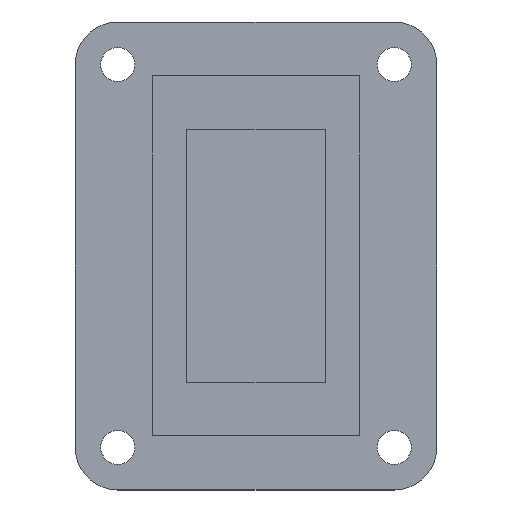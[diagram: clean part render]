
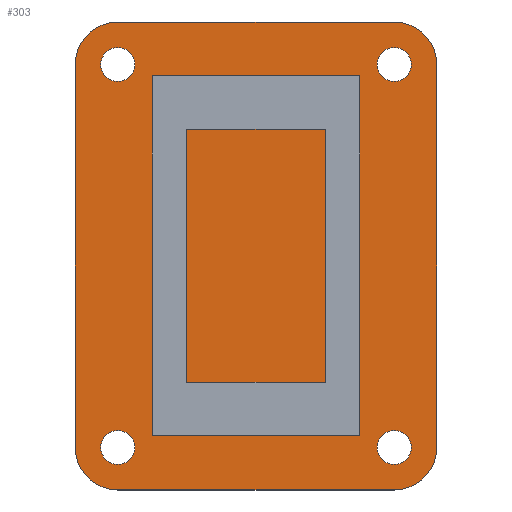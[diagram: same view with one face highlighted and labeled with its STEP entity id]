
A CAD part, top view. The second image highlights one B-rep face of the part: STEP entity #303.
In plain terms, the highlighted planar face has unit normal (0, 0, 1).
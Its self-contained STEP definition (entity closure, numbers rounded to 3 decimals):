
#42=CARTESIAN_POINT('Vertex',(-14.6,-18.,2.3)) ;
#56=CARTESIAN_POINT('Vertex',(-11.4,-18.,2.3)) ;
#59=CARTESIAN_POINT('Axis2P3D Location',(-13.,-18.,2.3)) ;
#71=CARTESIAN_POINT('Axis2P3D Location',(0.,0.,2.3)) ;
#76=CARTESIAN_POINT('Line Origine',(-17.,0.,2.3)) ;
#80=CARTESIAN_POINT('Vertex',(-17.,18.,2.3)) ;
#82=CARTESIAN_POINT('Vertex',(-17.,-18.,2.3)) ;
#85=CARTESIAN_POINT('Axis2P3D Location',(-13.,-18.,2.3)) ;
#89=CARTESIAN_POINT('Vertex',(-13.,-22.,2.3)) ;
#92=CARTESIAN_POINT('Line Origine',(0.,-22.,2.3)) ;
#96=CARTESIAN_POINT('Vertex',(13.,-22.,2.3)) ;
#99=CARTESIAN_POINT('Axis2P3D Location',(13.,-18.,2.3)) ;
#103=CARTESIAN_POINT('Vertex',(17.,-18.,2.3)) ;
#106=CARTESIAN_POINT('Line Origine',(17.,0.,2.3)) ;
#110=CARTESIAN_POINT('Vertex',(17.,18.,2.3)) ;
#113=CARTESIAN_POINT('Axis2P3D Location',(13.,18.,2.3)) ;
#117=CARTESIAN_POINT('Vertex',(13.,22.,2.3)) ;
#120=CARTESIAN_POINT('Line Origine',(0.,22.,2.3)) ;
#124=CARTESIAN_POINT('Vertex',(-13.,22.,2.3)) ;
#127=CARTESIAN_POINT('Axis2P3D Location',(-13.,18.,2.3)) ;
#142=CARTESIAN_POINT('Axis2P3D Location',(-13.,-18.,2.3)) ;
#151=CARTESIAN_POINT('Line Origine',(5.,-14.4,2.3)) ;
#155=CARTESIAN_POINT('Vertex',(5.,-16.9,2.3)) ;
#157=CARTESIAN_POINT('Vertex',(5.,-11.9,2.3)) ;
#160=CARTESIAN_POINT('Line Origine',(5.75,-11.9,2.3)) ;
#164=CARTESIAN_POINT('Vertex',(6.5,-11.9,2.3)) ;
#167=CARTESIAN_POINT('Line Origine',(6.5,0.,2.3)) ;
#171=CARTESIAN_POINT('Vertex',(6.5,11.9,2.3)) ;
#174=CARTESIAN_POINT('Line Origine',(0.,11.9,2.3)) ;
#178=CARTESIAN_POINT('Vertex',(-6.5,11.9,2.3)) ;
#181=CARTESIAN_POINT('Line Origine',(-6.5,0.,2.3)) ;
#185=CARTESIAN_POINT('Vertex',(-6.5,-11.9,2.3)) ;
#188=CARTESIAN_POINT('Line Origine',(-5.75,-11.9,2.3)) ;
#192=CARTESIAN_POINT('Vertex',(-5.,-11.9,2.3)) ;
#195=CARTESIAN_POINT('Line Origine',(-5.,-14.4,2.3)) ;
#199=CARTESIAN_POINT('Vertex',(-5.,-16.9,2.3)) ;
#202=CARTESIAN_POINT('Line Origine',(-7.375,-16.9,2.3)) ;
#206=CARTESIAN_POINT('Vertex',(-9.75,-16.9,2.3)) ;
#209=CARTESIAN_POINT('Line Origine',(-9.75,0.,2.3)) ;
#213=CARTESIAN_POINT('Vertex',(-9.75,16.9,2.3)) ;
#216=CARTESIAN_POINT('Line Origine',(0.,16.9,2.3)) ;
#220=CARTESIAN_POINT('Vertex',(9.75,16.9,2.3)) ;
#223=CARTESIAN_POINT('Line Origine',(9.75,0.,2.3)) ;
#227=CARTESIAN_POINT('Vertex',(9.75,-16.9,2.3)) ;
#230=CARTESIAN_POINT('Line Origine',(7.375,-16.9,2.3)) ;
#249=CARTESIAN_POINT('Axis2P3D Location',(-13.,18.,2.3)) ;
#253=CARTESIAN_POINT('Vertex',(-11.4,18.,2.3)) ;
#255=CARTESIAN_POINT('Vertex',(-14.6,18.,2.3)) ;
#258=CARTESIAN_POINT('Axis2P3D Location',(-13.,18.,2.3)) ;
#267=CARTESIAN_POINT('Axis2P3D Location',(13.,-18.,2.3)) ;
#271=CARTESIAN_POINT('Vertex',(14.6,-18.,2.3)) ;
#273=CARTESIAN_POINT('Vertex',(11.4,-18.,2.3)) ;
#276=CARTESIAN_POINT('Axis2P3D Location',(13.,-18.,2.3)) ;
#285=CARTESIAN_POINT('Axis2P3D Location',(13.,18.,2.3)) ;
#289=CARTESIAN_POINT('Vertex',(14.6,18.,2.3)) ;
#291=CARTESIAN_POINT('Vertex',(11.4,18.,2.3)) ;
#294=CARTESIAN_POINT('Axis2P3D Location',(13.,18.,2.3)) ;
#78=VECTOR('Line Direction',#77,1.) ;
#94=VECTOR('Line Direction',#93,1.) ;
#108=VECTOR('Line Direction',#107,1.) ;
#122=VECTOR('Line Direction',#121,1.) ;
#153=VECTOR('Line Direction',#152,1.) ;
#162=VECTOR('Line Direction',#161,1.) ;
#169=VECTOR('Line Direction',#168,1.) ;
#176=VECTOR('Line Direction',#175,1.) ;
#183=VECTOR('Line Direction',#182,1.) ;
#190=VECTOR('Line Direction',#189,1.) ;
#197=VECTOR('Line Direction',#196,1.) ;
#204=VECTOR('Line Direction',#203,1.) ;
#211=VECTOR('Line Direction',#210,1.) ;
#218=VECTOR('Line Direction',#217,1.) ;
#225=VECTOR('Line Direction',#224,1.) ;
#232=VECTOR('Line Direction',#231,1.) ;
#60=DIRECTION('Axis2P3D Direction',(0.,-0.,-1.)) ;
#72=DIRECTION('Axis2P3D Direction',(0.,0.,1.)) ;
#73=DIRECTION('Axis2P3D XDirection',(1.,0.,0.)) ;
#77=DIRECTION('Vector Direction',(0.,1.,0.)) ;
#86=DIRECTION('Axis2P3D Direction',(0.,0.,1.)) ;
#93=DIRECTION('Vector Direction',(-1.,0.,0.)) ;
#100=DIRECTION('Axis2P3D Direction',(0.,0.,1.)) ;
#107=DIRECTION('Vector Direction',(0.,-1.,0.)) ;
#114=DIRECTION('Axis2P3D Direction',(0.,0.,1.)) ;
#121=DIRECTION('Vector Direction',(1.,0.,0.)) ;
#128=DIRECTION('Axis2P3D Direction',(0.,0.,1.)) ;
#143=DIRECTION('Axis2P3D Direction',(0.,0.,1.)) ;
#152=DIRECTION('Vector Direction',(0.,1.,0.)) ;
#161=DIRECTION('Vector Direction',(-1.,0.,0.)) ;
#168=DIRECTION('Vector Direction',(0.,-1.,0.)) ;
#175=DIRECTION('Vector Direction',(1.,0.,0.)) ;
#182=DIRECTION('Vector Direction',(0.,1.,0.)) ;
#189=DIRECTION('Vector Direction',(-1.,0.,0.)) ;
#196=DIRECTION('Vector Direction',(0.,1.,0.)) ;
#203=DIRECTION('Vector Direction',(-1.,0.,0.)) ;
#210=DIRECTION('Vector Direction',(0.,1.,0.)) ;
#217=DIRECTION('Vector Direction',(1.,0.,0.)) ;
#224=DIRECTION('Vector Direction',(0.,-1.,0.)) ;
#231=DIRECTION('Vector Direction',(-1.,0.,0.)) ;
#250=DIRECTION('Axis2P3D Direction',(0.,0.,1.)) ;
#259=DIRECTION('Axis2P3D Direction',(0.,0.,1.)) ;
#268=DIRECTION('Axis2P3D Direction',(0.,0.,1.)) ;
#277=DIRECTION('Axis2P3D Direction',(0.,0.,1.)) ;
#286=DIRECTION('Axis2P3D Direction',(0.,0.,1.)) ;
#295=DIRECTION('Axis2P3D Direction',(0.,0.,1.)) ;
#61=AXIS2_PLACEMENT_3D('Circle Axis2P3D',#59,#60,$) ;
#74=AXIS2_PLACEMENT_3D('Plane Axis2P3D',#71,#72,#73) ;
#87=AXIS2_PLACEMENT_3D('Circle Axis2P3D',#85,#86,$) ;
#101=AXIS2_PLACEMENT_3D('Circle Axis2P3D',#99,#100,$) ;
#115=AXIS2_PLACEMENT_3D('Circle Axis2P3D',#113,#114,$) ;
#129=AXIS2_PLACEMENT_3D('Circle Axis2P3D',#127,#128,$) ;
#144=AXIS2_PLACEMENT_3D('Circle Axis2P3D',#142,#143,$) ;
#251=AXIS2_PLACEMENT_3D('Circle Axis2P3D',#249,#250,$) ;
#260=AXIS2_PLACEMENT_3D('Circle Axis2P3D',#258,#259,$) ;
#269=AXIS2_PLACEMENT_3D('Circle Axis2P3D',#267,#268,$) ;
#278=AXIS2_PLACEMENT_3D('Circle Axis2P3D',#276,#277,$) ;
#287=AXIS2_PLACEMENT_3D('Circle Axis2P3D',#285,#286,$) ;
#296=AXIS2_PLACEMENT_3D('Circle Axis2P3D',#294,#295,$) ;
#79=LINE('Line',#76,#78) ;
#95=LINE('Line',#92,#94) ;
#109=LINE('Line',#106,#108) ;
#123=LINE('Line',#120,#122) ;
#154=LINE('Line',#151,#153) ;
#163=LINE('Line',#160,#162) ;
#170=LINE('Line',#167,#169) ;
#177=LINE('Line',#174,#176) ;
#184=LINE('Line',#181,#183) ;
#191=LINE('Line',#188,#190) ;
#198=LINE('Line',#195,#197) ;
#205=LINE('Line',#202,#204) ;
#212=LINE('Line',#209,#211) ;
#219=LINE('Line',#216,#218) ;
#226=LINE('Line',#223,#225) ;
#233=LINE('Line',#230,#232) ;
#62=CIRCLE('generated circle',#61,1.6) ;
#88=CIRCLE('generated circle',#87,4.) ;
#102=CIRCLE('generated circle',#101,4.) ;
#116=CIRCLE('generated circle',#115,4.) ;
#130=CIRCLE('generated circle',#129,4.) ;
#145=CIRCLE('generated circle',#144,1.6) ;
#252=CIRCLE('generated circle',#251,1.6) ;
#261=CIRCLE('generated circle',#260,1.6) ;
#270=CIRCLE('generated circle',#269,1.6) ;
#279=CIRCLE('generated circle',#278,1.6) ;
#288=CIRCLE('generated circle',#287,1.6) ;
#297=CIRCLE('generated circle',#296,1.6) ;
#75=PLANE('',#74) ;
#150=FACE_BOUND('',#147,.T.) ;
#248=FACE_BOUND('',#235,.T.) ;
#266=FACE_BOUND('',#263,.T.) ;
#284=FACE_BOUND('',#281,.T.) ;
#302=FACE_BOUND('',#299,.T.) ;
#63=EDGE_CURVE('',#57,#43,#62,.F.) ;
#84=EDGE_CURVE('',#81,#83,#79,.F.) ;
#91=EDGE_CURVE('',#90,#83,#88,.F.) ;
#98=EDGE_CURVE('',#90,#97,#95,.F.) ;
#105=EDGE_CURVE('',#104,#97,#102,.F.) ;
#112=EDGE_CURVE('',#104,#111,#109,.F.) ;
#119=EDGE_CURVE('',#118,#111,#116,.F.) ;
#126=EDGE_CURVE('',#118,#125,#123,.F.) ;
#131=EDGE_CURVE('',#81,#125,#130,.F.) ;
#146=EDGE_CURVE('',#43,#57,#145,.T.) ;
#159=EDGE_CURVE('',#156,#158,#154,.T.) ;
#166=EDGE_CURVE('',#158,#165,#163,.F.) ;
#173=EDGE_CURVE('',#165,#172,#170,.F.) ;
#180=EDGE_CURVE('',#172,#179,#177,.F.) ;
#187=EDGE_CURVE('',#179,#186,#184,.F.) ;
#194=EDGE_CURVE('',#186,#193,#191,.F.) ;
#201=EDGE_CURVE('',#200,#193,#198,.T.) ;
#208=EDGE_CURVE('',#207,#200,#205,.F.) ;
#215=EDGE_CURVE('',#214,#207,#212,.F.) ;
#222=EDGE_CURVE('',#221,#214,#219,.F.) ;
#229=EDGE_CURVE('',#228,#221,#226,.F.) ;
#234=EDGE_CURVE('',#156,#228,#233,.F.) ;
#257=EDGE_CURVE('',#254,#256,#252,.T.) ;
#262=EDGE_CURVE('',#256,#254,#261,.T.) ;
#275=EDGE_CURVE('',#272,#274,#270,.T.) ;
#280=EDGE_CURVE('',#274,#272,#279,.T.) ;
#293=EDGE_CURVE('',#290,#292,#288,.T.) ;
#298=EDGE_CURVE('',#292,#290,#297,.T.) ;
#133=ORIENTED_EDGE('',*,*,#84,.T.) ;
#134=ORIENTED_EDGE('',*,*,#91,.F.) ;
#135=ORIENTED_EDGE('',*,*,#98,.T.) ;
#136=ORIENTED_EDGE('',*,*,#105,.F.) ;
#137=ORIENTED_EDGE('',*,*,#112,.T.) ;
#138=ORIENTED_EDGE('',*,*,#119,.F.) ;
#139=ORIENTED_EDGE('',*,*,#126,.T.) ;
#140=ORIENTED_EDGE('',*,*,#131,.F.) ;
#148=ORIENTED_EDGE('',*,*,#146,.F.) ;
#149=ORIENTED_EDGE('',*,*,#63,.F.) ;
#236=ORIENTED_EDGE('',*,*,#159,.T.) ;
#237=ORIENTED_EDGE('',*,*,#166,.T.) ;
#238=ORIENTED_EDGE('',*,*,#173,.T.) ;
#239=ORIENTED_EDGE('',*,*,#180,.T.) ;
#240=ORIENTED_EDGE('',*,*,#187,.T.) ;
#241=ORIENTED_EDGE('',*,*,#194,.T.) ;
#242=ORIENTED_EDGE('',*,*,#201,.F.) ;
#243=ORIENTED_EDGE('',*,*,#208,.F.) ;
#244=ORIENTED_EDGE('',*,*,#215,.F.) ;
#245=ORIENTED_EDGE('',*,*,#222,.F.) ;
#246=ORIENTED_EDGE('',*,*,#229,.F.) ;
#247=ORIENTED_EDGE('',*,*,#234,.F.) ;
#264=ORIENTED_EDGE('',*,*,#257,.F.) ;
#265=ORIENTED_EDGE('',*,*,#262,.F.) ;
#282=ORIENTED_EDGE('',*,*,#275,.F.) ;
#283=ORIENTED_EDGE('',*,*,#280,.F.) ;
#300=ORIENTED_EDGE('',*,*,#293,.F.) ;
#301=ORIENTED_EDGE('',*,*,#298,.F.) ;
#132=EDGE_LOOP('',(#133,#134,#135,#136,#137,#138,#139,#140)) ;
#147=EDGE_LOOP('',(#148,#149)) ;
#235=EDGE_LOOP('',(#236,#237,#238,#239,#240,#241,#242,#243,#244,#245,#246,#247)) ;
#263=EDGE_LOOP('',(#264,#265)) ;
#281=EDGE_LOOP('',(#282,#283)) ;
#299=EDGE_LOOP('',(#300,#301)) ;
#43=VERTEX_POINT('',#42) ;
#57=VERTEX_POINT('',#56) ;
#81=VERTEX_POINT('',#80) ;
#83=VERTEX_POINT('',#82) ;
#90=VERTEX_POINT('',#89) ;
#97=VERTEX_POINT('',#96) ;
#104=VERTEX_POINT('',#103) ;
#111=VERTEX_POINT('',#110) ;
#118=VERTEX_POINT('',#117) ;
#125=VERTEX_POINT('',#124) ;
#156=VERTEX_POINT('',#155) ;
#158=VERTEX_POINT('',#157) ;
#165=VERTEX_POINT('',#164) ;
#172=VERTEX_POINT('',#171) ;
#179=VERTEX_POINT('',#178) ;
#186=VERTEX_POINT('',#185) ;
#193=VERTEX_POINT('',#192) ;
#200=VERTEX_POINT('',#199) ;
#207=VERTEX_POINT('',#206) ;
#214=VERTEX_POINT('',#213) ;
#221=VERTEX_POINT('',#220) ;
#228=VERTEX_POINT('',#227) ;
#254=VERTEX_POINT('',#253) ;
#256=VERTEX_POINT('',#255) ;
#272=VERTEX_POINT('',#271) ;
#274=VERTEX_POINT('',#273) ;
#290=VERTEX_POINT('',#289) ;
#292=VERTEX_POINT('',#291) ;
#303=ADVANCED_FACE('PartBody',(#141,#150,#248,#266,#284,#302),#75,.T.) ;
#141=FACE_OUTER_BOUND('',#132,.T.) ;
